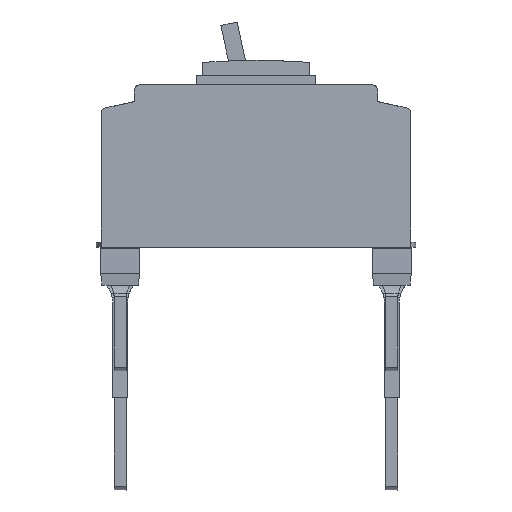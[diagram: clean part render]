
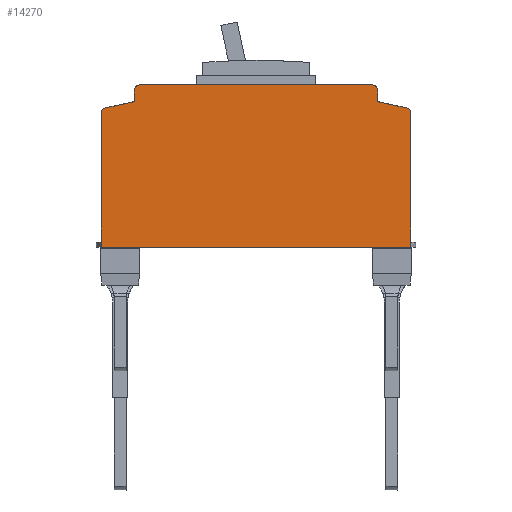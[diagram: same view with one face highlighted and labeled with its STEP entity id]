
A CAD part, left-side view. The second image highlights one B-rep face of the part: STEP entity #14270.
In plain terms, the highlighted planar face has unit normal (-1, 0, 0).
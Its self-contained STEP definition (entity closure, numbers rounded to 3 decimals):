
#13200=CARTESIAN_POINT('',(-37.5,38.32,0.));
#13210=DIRECTION('',(1.,-0.,0.));
#13220=DIRECTION('',(0.,0.,-1.));
#13230=AXIS2_PLACEMENT_3D('',#13200,#13210,#13220);
#13240=PLANE('',#13230);
#13250=CARTESIAN_POINT('',(-37.5,-63.,-96.117));
#13260=DIRECTION('',(1.,0.,0.));
#13270=DIRECTION('',(0.,-1.,0.));
#13280=AXIS2_PLACEMENT_3D('',#13250,#13260,#13270);
#13290=CIRCLE('',#13280,2.);
#13300=CARTESIAN_POINT('',(-37.5,-63.419,-94.161));
#13310=VERTEX_POINT('',#13300);
#13320=CARTESIAN_POINT('',(-37.5,-65.,-96.117));
#13330=VERTEX_POINT('',#13320);
#13340=EDGE_CURVE('',#13310,#13330,#13290,.T.);
#13350=ORIENTED_EDGE('',*,*,#13340,.F.);
#13360=CARTESIAN_POINT('',(-37.5,-65.,0.));
#13370=DIRECTION('',(0.,0.,-1.));
#13380=VECTOR('',#13370,1.);
#13390=LINE('',#13360,#13380);
#13400=CARTESIAN_POINT('',(-37.5,-65.,-152.5));
#13410=VERTEX_POINT('',#13400);
#13420=EDGE_CURVE('',#13330,#13410,#13390,.T.);
#13430=ORIENTED_EDGE('',*,*,#13420,.F.);
#13440=CARTESIAN_POINT('',(-37.5,0.,-152.5));
#13450=DIRECTION('',(0.,-1.,0.));
#13460=VECTOR('',#13450,1.);
#13470=LINE('',#13440,#13460);
#13480=CARTESIAN_POINT('',(-37.5,65.,-152.5));
#13490=VERTEX_POINT('',#13480);
#13500=EDGE_CURVE('',#13490,#13410,#13470,.T.);
#13510=ORIENTED_EDGE('',*,*,#13500,.T.);
#13520=CARTESIAN_POINT('',(-37.5,65.,0.));
#13530=DIRECTION('',(0.,0.,1.));
#13540=VECTOR('',#13530,1.);
#13550=LINE('',#13520,#13540);
#13560=CARTESIAN_POINT('',(-37.5,65.,-96.117));
#13570=VERTEX_POINT('',#13560);
#13580=EDGE_CURVE('',#13490,#13570,#13550,.T.);
#13590=ORIENTED_EDGE('',*,*,#13580,.F.);
#13600=CARTESIAN_POINT('',(-37.5,63.,-96.117));
#13610=DIRECTION('',(1.,0.,0.));
#13620=DIRECTION('',(0.,-1.,0.));
#13630=AXIS2_PLACEMENT_3D('',#13600,#13610,#13620);
#13640=CIRCLE('',#13630,2.);
#13650=CARTESIAN_POINT('',(-37.5,63.419,-94.161));
#13660=VERTEX_POINT('',#13650);
#13670=EDGE_CURVE('',#13570,#13660,#13640,.T.);
#13680=ORIENTED_EDGE('',*,*,#13670,.F.);
#13690=CARTESIAN_POINT('',(-37.5,0.,-80.571));
#13700=DIRECTION('',(0.,-0.978,0.21));
#13710=VECTOR('',#13700,1.);
#13720=LINE('',#13690,#13710);
#13730=CARTESIAN_POINT('',(-37.5,51.,-91.5));
#13740=VERTEX_POINT('',#13730);
#13750=EDGE_CURVE('',#13660,#13740,#13720,.T.);
#13760=ORIENTED_EDGE('',*,*,#13750,.F.);
#13770=CARTESIAN_POINT('',(-37.5,51.,0.));
#13780=DIRECTION('',(0.,0.,1.));
#13790=VECTOR('',#13780,1.);
#13800=LINE('',#13770,#13790);
#13810=CARTESIAN_POINT('',(-37.5,51.,-86.5));
#13820=VERTEX_POINT('',#13810);
#13830=EDGE_CURVE('',#13740,#13820,#13800,.T.);
#13840=ORIENTED_EDGE('',*,*,#13830,.F.);
#13850=CARTESIAN_POINT('',(-37.5,49.,-86.5));
#13860=DIRECTION('',(-1.,0.,0.));
#13870=DIRECTION('',(0.,1.,0.));
#13880=AXIS2_PLACEMENT_3D('',#13850,#13860,#13870);
#13890=CIRCLE('',#13880,2.);
#13900=CARTESIAN_POINT('',(-37.5,49.,-84.5));
#13910=VERTEX_POINT('',#13900);
#13920=EDGE_CURVE('',#13910,#13820,#13890,.T.);
#13930=ORIENTED_EDGE('',*,*,#13920,.T.);
#13940=CARTESIAN_POINT('',(-37.5,0.,-84.5));
#13950=DIRECTION('',(0.,-1.,0.));
#13960=VECTOR('',#13950,1.);
#13970=LINE('',#13940,#13960);
#13980=CARTESIAN_POINT('',(-37.5,-49.,-84.5));
#13990=VERTEX_POINT('',#13980);
#14000=EDGE_CURVE('',#13910,#13990,#13970,.T.);
#14010=ORIENTED_EDGE('',*,*,#14000,.F.);
#14020=CARTESIAN_POINT('',(-37.5,-49.,-86.5));
#14030=DIRECTION('',(1.,0.,0.));
#14040=DIRECTION('',(0.,-1.,0.));
#14050=AXIS2_PLACEMENT_3D('',#14020,#14030,#14040);
#14060=CIRCLE('',#14050,2.);
#14070=CARTESIAN_POINT('',(-37.5,-51.,-86.5));
#14080=VERTEX_POINT('',#14070);
#14090=EDGE_CURVE('',#13990,#14080,#14060,.T.);
#14100=ORIENTED_EDGE('',*,*,#14090,.F.);
#14110=CARTESIAN_POINT('',(-37.5,-51.,0.));
#14120=DIRECTION('',(0.,0.,-1.));
#14130=VECTOR('',#14120,1.);
#14140=LINE('',#14110,#14130);
#14150=CARTESIAN_POINT('',(-37.5,-51.,-91.5));
#14160=VERTEX_POINT('',#14150);
#14170=EDGE_CURVE('',#14080,#14160,#14140,.T.);
#14180=ORIENTED_EDGE('',*,*,#14170,.F.);
#14190=CARTESIAN_POINT('',(-37.5,0.,-80.571));
#14200=DIRECTION('',(0.,-0.978,-0.21));
#14210=VECTOR('',#14200,1.);
#14220=LINE('',#14190,#14210);
#14230=EDGE_CURVE('',#14160,#13310,#14220,.T.);
#14240=ORIENTED_EDGE('',*,*,#14230,.F.);
#14250=EDGE_LOOP('',(#14240,#14180,#14100,#14010,#13930,#13840,#13760,
#13680,#13590,#13510,#13430,#13350));
#14260=FACE_OUTER_BOUND('',#14250,.T.);
#14270=ADVANCED_FACE('',(#14260),#13240,.F.);
